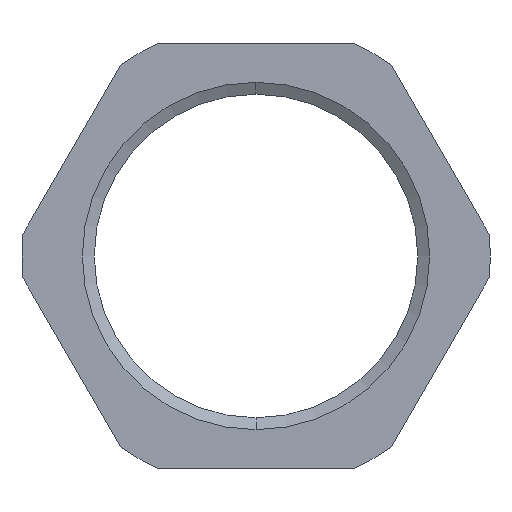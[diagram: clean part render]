
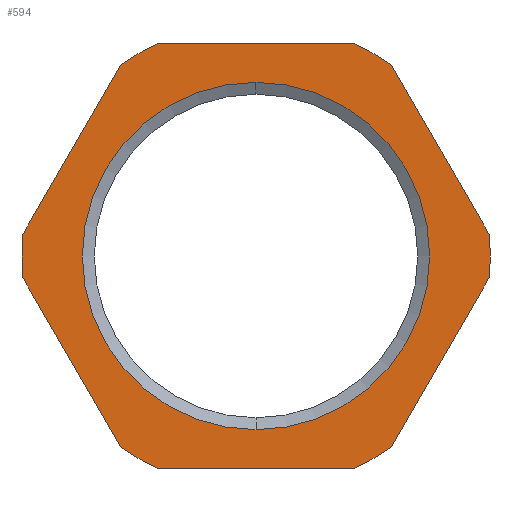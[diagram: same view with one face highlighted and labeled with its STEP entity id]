
A CAD part, left-side view. The second image highlights one B-rep face of the part: STEP entity #594.
In plain terms, the highlighted planar face has unit normal (-1, 0, 0).
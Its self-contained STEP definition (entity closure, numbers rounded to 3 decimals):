
#1 = AXIS2_PLACEMENT_3D ( 'NONE', #302, #616, #247 ) ;
#8 = AXIS2_PLACEMENT_3D ( 'NONE', #367, #683, #320 ) ;
#15 = DIRECTION ( 'NONE',  ( 1., 0., 0. ) ) ;
#17 = EDGE_CURVE ( 'NONE', #228, #211, #373, .T. ) ;
#23 = ORIENTED_EDGE ( 'NONE', *, *, #258, .F. ) ;
#27 = DIRECTION ( 'NONE',  ( 0., -0.5, 0.866 ) ) ;
#30 = CARTESIAN_POINT ( 'NONE',  ( -8., -27.379, -2.578 ) ) ;
#31 = DIRECTION ( 'NONE',  ( 1., 0., 0. ) ) ;
#38 = AXIS2_PLACEMENT_3D ( 'NONE', #460, #82, #408 ) ;
#39 = CARTESIAN_POINT ( 'NONE',  ( -8., 15.922, 22.422 ) ) ;
#40 = VECTOR ( 'NONE', #555, 1000. ) ;
#44 = CARTESIAN_POINT ( 'NONE',  ( -8., -28.868, 0. ) ) ;
#47 = LINE ( 'NONE', #602, #613 ) ;
#48 = AXIS2_PLACEMENT_3D ( 'NONE', #146, #471, #92 ) ;
#52 = VECTOR ( 'NONE', #27, 1000. ) ;
#69 = ORIENTED_EDGE ( 'NONE', *, *, #242, .F. ) ;
#80 = ORIENTED_EDGE ( 'NONE', *, *, #17, .T. ) ;
#82 = DIRECTION ( 'NONE',  ( 1., 0., 0. ) ) ;
#89 = CARTESIAN_POINT ( 'NONE',  ( -8., 0., 20.4 ) ) ;
#92 = DIRECTION ( 'NONE',  ( 0., 0., -1. ) ) ;
#96 = ORIENTED_EDGE ( 'NONE', *, *, #376, .F. ) ;
#106 = FACE_OUTER_BOUND ( 'NONE', #480, .T. ) ;
#116 = ORIENTED_EDGE ( 'NONE', *, *, #498, .F. ) ;
#119 = EDGE_CURVE ( 'NONE', #682, #202, #134, .T. ) ;
#128 = CARTESIAN_POINT ( 'NONE',  ( -8., 27.379, -2.578 ) ) ;
#129 = DIRECTION ( 'NONE',  ( 1., 0., 0. ) ) ;
#132 = CARTESIAN_POINT ( 'NONE',  ( -8., 11.456, -25. ) ) ;
#134 = LINE ( 'NONE', #213, #299 ) ;
#141 = CIRCLE ( 'NONE', #196, 27.5 ) ;
#144 = CARTESIAN_POINT ( 'NONE',  ( -8., -27.379, 2.578 ) ) ;
#146 = CARTESIAN_POINT ( 'NONE',  ( -8., 0., 0. ) ) ;
#149 = CARTESIAN_POINT ( 'NONE',  ( -8., -11.456, 25. ) ) ;
#153 = VERTEX_POINT ( 'NONE', #149 ) ;
#186 = DIRECTION ( 'NONE',  ( 0., -1., 0. ) ) ;
#188 = VERTEX_POINT ( 'NONE', #144 ) ;
#192 = CARTESIAN_POINT ( 'NONE',  ( -8., 28.868, 0. ) ) ;
#196 = AXIS2_PLACEMENT_3D ( 'NONE', #359, #675, #312 ) ;
#197 = VERTEX_POINT ( 'NONE', #519 ) ;
#198 = CARTESIAN_POINT ( 'NONE',  ( -8., 27.5, 0. ) ) ;
#201 = CARTESIAN_POINT ( 'NONE',  ( -8., -15.922, -22.422 ) ) ;
#202 = VERTEX_POINT ( 'NONE', #571 ) ;
#211 = VERTEX_POINT ( 'NONE', #89 ) ;
#213 = CARTESIAN_POINT ( 'NONE',  ( -8., 28.868, 0. ) ) ;
#219 = EDGE_CURVE ( 'NONE', #211, #228, #481, .T. ) ;
#220 = LINE ( 'NONE', #192, #52 ) ;
#228 = VERTEX_POINT ( 'NONE', #305 ) ;
#231 = AXIS2_PLACEMENT_3D ( 'NONE', #398, #15, #344 ) ;
#239 = VERTEX_POINT ( 'NONE', #249 ) ;
#242 = EDGE_CURVE ( 'NONE', #153, #433, #269, .T. ) ;
#247 = DIRECTION ( 'NONE',  ( 0., 0., -1. ) ) ;
#249 = CARTESIAN_POINT ( 'NONE',  ( -8., -11.456, -25. ) ) ;
#252 = DIRECTION ( 'NONE',  ( -1., 0., 0. ) ) ;
#258 = EDGE_CURVE ( 'NONE', #496, #197, #429, .T. ) ;
#269 = CIRCLE ( 'NONE', #38, 27.5 ) ;
#285 = DIRECTION ( 'NONE',  ( 0., -1., 0. ) ) ;
#296 = CARTESIAN_POINT ( 'NONE',  ( -8., -28.868, 0. ) ) ;
#299 = VECTOR ( 'NONE', #479, 1000. ) ;
#302 = CARTESIAN_POINT ( 'NONE',  ( -8., 0., 0. ) ) ;
#305 = CARTESIAN_POINT ( 'NONE',  ( -8., 0., -20.4 ) ) ;
#312 = DIRECTION ( 'NONE',  ( 0., 0., -1. ) ) ;
#316 = ORIENTED_EDGE ( 'NONE', *, *, #318, .F. ) ;
#318 = EDGE_CURVE ( 'NONE', #539, #239, #583, .T. ) ;
#320 = DIRECTION ( 'NONE',  ( 0., 0., -1. ) ) ;
#326 = LINE ( 'NONE', #44, #431 ) ;
#327 = VERTEX_POINT ( 'NONE', #132 ) ;
#330 = ORIENTED_EDGE ( 'NONE', *, *, #119, .T. ) ;
#336 = CIRCLE ( 'NONE', #8, 27.5 ) ;
#344 = DIRECTION ( 'NONE',  ( 0., 0., -1. ) ) ;
#346 = ORIENTED_EDGE ( 'NONE', *, *, #503, .F. ) ;
#355 = DIRECTION ( 'NONE',  ( 0., 0., -1. ) ) ;
#357 = ORIENTED_EDGE ( 'NONE', *, *, #219, .T. ) ;
#359 = CARTESIAN_POINT ( 'NONE',  ( -8., 0., 0. ) ) ;
#367 = CARTESIAN_POINT ( 'NONE',  ( -8., 0., 0. ) ) ;
#373 = CIRCLE ( 'NONE', #231, 20.4 ) ;
#376 = EDGE_CURVE ( 'NONE', #197, #153, #668, .T. ) ;
#378 = FACE_BOUND ( 'NONE', #469, .T. ) ;
#385 = AXIS2_PLACEMENT_3D ( 'NONE', #508, #129, #454 ) ;
#390 = EDGE_CURVE ( 'NONE', #327, #239, #47, .T. ) ;
#395 = CARTESIAN_POINT ( 'NONE',  ( -8., -15.922, 22.422 ) ) ;
#398 = CARTESIAN_POINT ( 'NONE',  ( -8., 0., 0. ) ) ;
#405 = ORIENTED_EDGE ( 'NONE', *, *, #671, .T. ) ;
#408 = DIRECTION ( 'NONE',  ( 0., 0., -1. ) ) ;
#410 = DIRECTION ( 'NONE',  ( 0., 0., 1. ) ) ;
#411 = CARTESIAN_POINT ( 'NONE',  ( -8., 0., 0. ) ) ;
#414 = CARTESIAN_POINT ( 'NONE',  ( -8., 27.379, 2.578 ) ) ;
#429 = CIRCLE ( 'NONE', #1, 27.5 ) ;
#431 = VECTOR ( 'NONE', #478, 1000. ) ;
#433 = VERTEX_POINT ( 'NONE', #395 ) ;
#434 = EDGE_CURVE ( 'NONE', #188, #624, #336, .T. ) ;
#454 = DIRECTION ( 'NONE',  ( 0., 0., -1. ) ) ;
#459 = VECTOR ( 'NONE', #186, 1000. ) ;
#460 = CARTESIAN_POINT ( 'NONE',  ( -8., 0., 0. ) ) ;
#462 = PLANE ( 'NONE',  #485 ) ;
#469 = EDGE_LOOP ( 'NONE', ( #80, #357 ) ) ;
#471 = DIRECTION ( 'NONE',  ( 1., 0., 0. ) ) ;
#472 = EDGE_CURVE ( 'NONE', #624, #539, #326, .T. ) ;
#473 = LINE ( 'NONE', #296, #40 ) ;
#478 = DIRECTION ( 'NONE',  ( 0., 0.5, -0.866 ) ) ;
#479 = DIRECTION ( 'NONE',  ( 0., -0.5, -0.866 ) ) ;
#480 = EDGE_LOOP ( 'NONE', ( #346, #330, #116, #600, #316, #570, #596, #405, #69, #96, #23, #617 ) ) ;
#481 = CIRCLE ( 'NONE', #655, 20.4 ) ;
#485 = AXIS2_PLACEMENT_3D ( 'NONE', #198, #252, #410 ) ;
#496 = VERTEX_POINT ( 'NONE', #39 ) ;
#498 = EDGE_CURVE ( 'NONE', #327, #202, #568, .T. ) ;
#503 = EDGE_CURVE ( 'NONE', #682, #569, #141, .T. ) ;
#508 = CARTESIAN_POINT ( 'NONE',  ( -8., 0., 0. ) ) ;
#519 = CARTESIAN_POINT ( 'NONE',  ( -8., 11.456, 25. ) ) ;
#539 = VERTEX_POINT ( 'NONE', #201 ) ;
#555 = DIRECTION ( 'NONE',  ( 0., 0.5, 0.866 ) ) ;
#568 = CIRCLE ( 'NONE', #48, 27.5 ) ;
#569 = VERTEX_POINT ( 'NONE', #414 ) ;
#570 = ORIENTED_EDGE ( 'NONE', *, *, #472, .F. ) ;
#571 = CARTESIAN_POINT ( 'NONE',  ( -8., 15.922, -22.422 ) ) ;
#583 = CIRCLE ( 'NONE', #385, 27.5 ) ;
#594 = ADVANCED_FACE ( 'NONE', ( #378, #106 ), #462, .T. ) ;
#596 = ORIENTED_EDGE ( 'NONE', *, *, #434, .F. ) ;
#600 = ORIENTED_EDGE ( 'NONE', *, *, #390, .T. ) ;
#602 = CARTESIAN_POINT ( 'NONE',  ( -8., 14.434, -25. ) ) ;
#613 = VECTOR ( 'NONE', #285, 1000. ) ;
#616 = DIRECTION ( 'NONE',  ( 1., 0., 0. ) ) ;
#617 = ORIENTED_EDGE ( 'NONE', *, *, #645, .F. ) ;
#624 = VERTEX_POINT ( 'NONE', #30 ) ;
#645 = EDGE_CURVE ( 'NONE', #569, #496, #220, .T. ) ;
#655 = AXIS2_PLACEMENT_3D ( 'NONE', #411, #31, #355 ) ;
#659 = CARTESIAN_POINT ( 'NONE',  ( -8., 14.434, 25. ) ) ;
#668 = LINE ( 'NONE', #659, #459 ) ;
#671 = EDGE_CURVE ( 'NONE', #188, #433, #473, .T. ) ;
#675 = DIRECTION ( 'NONE',  ( 1., 0., 0. ) ) ;
#682 = VERTEX_POINT ( 'NONE', #128 ) ;
#683 = DIRECTION ( 'NONE',  ( 1., 0., 0. ) ) ;
